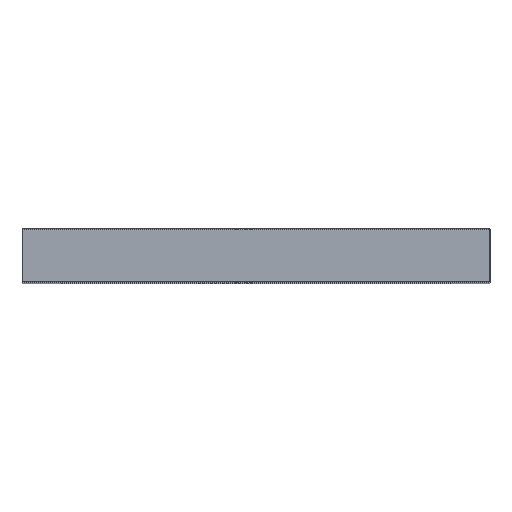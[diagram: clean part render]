
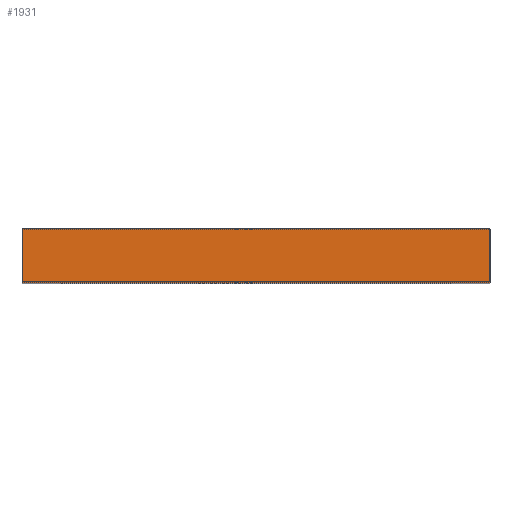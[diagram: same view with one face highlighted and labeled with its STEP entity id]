
A CAD part, top view. The second image highlights one B-rep face of the part: STEP entity #1931.
In plain terms, the highlighted planar face has unit normal (0, 0, 1).
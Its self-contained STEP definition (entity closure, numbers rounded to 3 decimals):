
#63 = LINE ( 'NONE', #568, #228 ) ;
#95 = DIRECTION ( 'NONE',  ( -1., 0., 0. ) ) ;
#111 = DIRECTION ( 'NONE',  ( 0., -1., 0. ) ) ;
#114 = ORIENTED_EDGE ( 'NONE', *, *, #1586, .F. ) ;
#133 = FACE_OUTER_BOUND ( 'NONE', #1618, .T. ) ;
#206 = CARTESIAN_POINT ( 'NONE',  ( 300., 0., 286.5 ) ) ;
#211 = VERTEX_POINT ( 'NONE', #248 ) ;
#228 = VECTOR ( 'NONE', #1459, 1000. ) ;
#248 = CARTESIAN_POINT ( 'NONE',  ( -300., 0., 286.5 ) ) ;
#270 = CARTESIAN_POINT ( 'NONE',  ( 300., 70., 286.5 ) ) ;
#284 = ORIENTED_EDGE ( 'NONE', *, *, #2023, .T. ) ;
#349 = EDGE_CURVE ( 'NONE', #1902, #1252, #1057, .T. ) ;
#438 = PLANE ( 'NONE',  #556 ) ;
#499 = ORIENTED_EDGE ( 'NONE', *, *, #349, .F. ) ;
#529 = DIRECTION ( 'NONE',  ( -1., 0., 0. ) ) ;
#556 = AXIS2_PLACEMENT_3D ( 'NONE', #975, #1145, #95 ) ;
#568 = CARTESIAN_POINT ( 'NONE',  ( -300., 70., 286.5 ) ) ;
#757 = EDGE_CURVE ( 'NONE', #211, #813, #63, .T. ) ;
#813 = VERTEX_POINT ( 'NONE', #1473 ) ;
#975 = CARTESIAN_POINT ( 'NONE',  ( 300., 70., 286.5 ) ) ;
#1015 = LINE ( 'NONE', #1867, #1996 ) ;
#1024 = ORIENTED_EDGE ( 'NONE', *, *, #757, .F. ) ;
#1057 = LINE ( 'NONE', #270, #1407 ) ;
#1145 = DIRECTION ( 'NONE',  ( 0., 0., -1. ) ) ;
#1252 = VERTEX_POINT ( 'NONE', #206 ) ;
#1407 = VECTOR ( 'NONE', #111, 1000. ) ;
#1459 = DIRECTION ( 'NONE',  ( 0., 1., 0. ) ) ;
#1473 = CARTESIAN_POINT ( 'NONE',  ( -300., 70., 286.5 ) ) ;
#1586 = EDGE_CURVE ( 'NONE', #1252, #211, #1974, .T. ) ;
#1618 = EDGE_LOOP ( 'NONE', ( #1024, #114, #499, #284 ) ) ;
#1666 = CARTESIAN_POINT ( 'NONE',  ( 300., 70., 286.5 ) ) ;
#1867 = CARTESIAN_POINT ( 'NONE',  ( 300., 70., 286.5 ) ) ;
#1902 = VERTEX_POINT ( 'NONE', #1666 ) ;
#1931 = ADVANCED_FACE ( 'NONE', ( #133 ), #438, .F. ) ;
#1974 = LINE ( 'NONE', #2225, #2078 ) ;
#1996 = VECTOR ( 'NONE', #2057, 1000. ) ;
#2023 = EDGE_CURVE ( 'NONE', #1902, #813, #1015, .T. ) ;
#2057 = DIRECTION ( 'NONE',  ( -1., 0., 0. ) ) ;
#2078 = VECTOR ( 'NONE', #529, 1000. ) ;
#2225 = CARTESIAN_POINT ( 'NONE',  ( 300., 0., 286.5 ) ) ;
